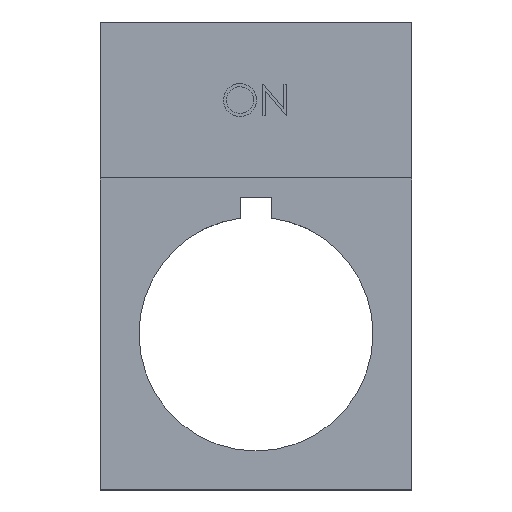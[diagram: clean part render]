
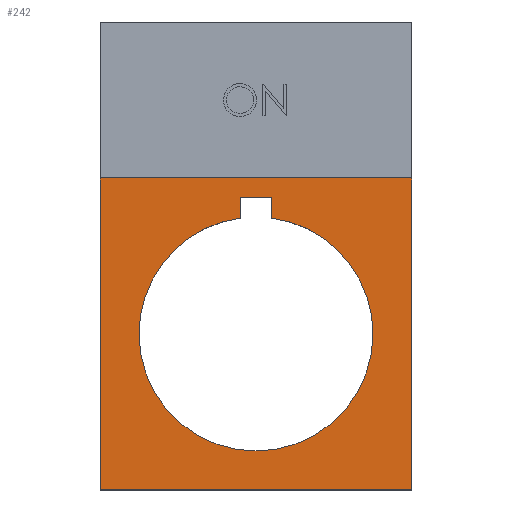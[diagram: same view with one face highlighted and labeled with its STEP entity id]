
A CAD part, top view. The second image highlights one B-rep face of the part: STEP entity #242.
In plain terms, the highlighted planar face has unit normal (0, 0, 1).
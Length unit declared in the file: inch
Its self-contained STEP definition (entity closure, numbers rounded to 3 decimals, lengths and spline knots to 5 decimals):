
#118 = VECTOR ( 'NONE', #1757, 39.37008 ) ;
#141 = LINE ( 'NONE', #195, #752 ) ;
#169 = EDGE_LOOP ( 'NONE', ( #1804, #833, #1238, #548, #1070, #731 ) ) ;
#195 = CARTESIAN_POINT ( 'NONE',  ( 0.59055, -0.59055, 0.01969 ) ) ;
#239 = CARTESIAN_POINT ( 'NONE',  ( 0.59055, -0.59055, 0.01969 ) ) ;
#242 = ADVANCED_FACE ( 'NONE', ( #1177, #541 ), #1131, .T. ) ;
#257 = LINE ( 'NONE', #1602, #118 ) ;
#263 = CARTESIAN_POINT ( 'NONE',  ( 0., 0., 0.01969 ) ) ;
#272 = ORIENTED_EDGE ( 'NONE', *, *, #840, .F. ) ;
#283 = LINE ( 'NONE', #297, #1541 ) ;
#288 = VERTEX_POINT ( 'NONE', #1342 ) ;
#297 = CARTESIAN_POINT ( 'NONE',  ( 0.05906, 0.43896, 0.01969 ) ) ;
#305 = CARTESIAN_POINT ( 'NONE',  ( -0.05906, 0.5177, 0.01969 ) ) ;
#321 = EDGE_CURVE ( 'NONE', #1812, #693, #416, .T. ) ;
#384 = ORIENTED_EDGE ( 'NONE', *, *, #1638, .T. ) ;
#416 = LINE ( 'NONE', #1320, #1261 ) ;
#423 = DIRECTION ( 'NONE',  ( 1., 0., 0. ) ) ;
#443 = VERTEX_POINT ( 'NONE', #645 ) ;
#468 = DIRECTION ( 'NONE',  ( 0., 0., -1. ) ) ;
#480 = CARTESIAN_POINT ( 'NONE',  ( 0., 0., 0.01969 ) ) ;
#496 = CARTESIAN_POINT ( 'NONE',  ( -0.59055, -0.59055, 0.01969 ) ) ;
#504 = DIRECTION ( 'NONE',  ( 0., 0., 1. ) ) ;
#513 = DIRECTION ( 'NONE',  ( 0., 1., 0. ) ) ;
#515 = VECTOR ( 'NONE', #803, 39.37008 ) ;
#518 = EDGE_CURVE ( 'NONE', #1520, #1754, #1083, .T. ) ;
#538 = CARTESIAN_POINT ( 'NONE',  ( -0.44291, 0., 0.01969 ) ) ;
#541 = FACE_OUTER_BOUND ( 'NONE', #1789, .T. ) ;
#548 = ORIENTED_EDGE ( 'NONE', *, *, #518, .T. ) ;
#576 = CARTESIAN_POINT ( 'NONE',  ( 0.05906, 0.5177, 0.01969 ) ) ;
#632 = CARTESIAN_POINT ( 'NONE',  ( 0.19685, 0.59055, 0.01969 ) ) ;
#645 = CARTESIAN_POINT ( 'NONE',  ( 0.05906, 0.43896, 0.01969 ) ) ;
#659 = EDGE_CURVE ( 'NONE', #960, #443, #283, .T. ) ;
#665 = AXIS2_PLACEMENT_3D ( 'NONE', #263, #1897, #917 ) ;
#667 = VERTEX_POINT ( 'NONE', #970 ) ;
#693 = VERTEX_POINT ( 'NONE', #305 ) ;
#731 = ORIENTED_EDGE ( 'NONE', *, *, #321, .T. ) ;
#752 = VECTOR ( 'NONE', #1489, 39.37008 ) ;
#801 = DIRECTION ( 'NONE',  ( 0., -1., 0. ) ) ;
#803 = DIRECTION ( 'NONE',  ( -1., 0., 0. ) ) ;
#826 = DIRECTION ( 'NONE',  ( 1., 0., 0. ) ) ;
#833 = ORIENTED_EDGE ( 'NONE', *, *, #659, .T. ) ;
#840 = EDGE_CURVE ( 'NONE', #288, #962, #141, .T. ) ;
#842 = DIRECTION ( 'NONE',  ( 1., 0., 0. ) ) ;
#872 = CIRCLE ( 'NONE', #665, 0.44291 ) ;
#917 = DIRECTION ( 'NONE',  ( 1., 0., 0. ) ) ;
#956 = CARTESIAN_POINT ( 'NONE',  ( 0., 0., 0.01969 ) ) ;
#960 = VERTEX_POINT ( 'NONE', #576 ) ;
#962 = VERTEX_POINT ( 'NONE', #239 ) ;
#970 = CARTESIAN_POINT ( 'NONE',  ( -0.59055, -0.59055, 0.01969 ) ) ;
#972 = DIRECTION ( 'NONE',  ( 0., 0., -1. ) ) ;
#1066 = CARTESIAN_POINT ( 'NONE',  ( 0.05906, 0.5177, 0.01969 ) ) ;
#1070 = ORIENTED_EDGE ( 'NONE', *, *, #1858, .T. ) ;
#1083 = CIRCLE ( 'NONE', #1664, 0.44291 ) ;
#1131 = PLANE ( 'NONE',  #1599 ) ;
#1157 = EDGE_CURVE ( 'NONE', #443, #1520, #1641, .T. ) ;
#1177 = FACE_BOUND ( 'NONE', #169, .T. ) ;
#1212 = EDGE_CURVE ( 'NONE', #962, #667, #1410, .T. ) ;
#1218 = DIRECTION ( 'NONE',  ( 1., 0., 0. ) ) ;
#1238 = ORIENTED_EDGE ( 'NONE', *, *, #1157, .T. ) ;
#1261 = VECTOR ( 'NONE', #513, 39.37008 ) ;
#1320 = CARTESIAN_POINT ( 'NONE',  ( -0.05906, 0.5177, 0.01969 ) ) ;
#1342 = CARTESIAN_POINT ( 'NONE',  ( 0.59055, 0.59055, 0.01969 ) ) ;
#1391 = ORIENTED_EDGE ( 'NONE', *, *, #1568, .F. ) ;
#1397 = AXIS2_PLACEMENT_3D ( 'NONE', #956, #972, #826 ) ;
#1410 = LINE ( 'NONE', #496, #515 ) ;
#1420 = CARTESIAN_POINT ( 'NONE',  ( -0.19685, 0.59055, 0.01969 ) ) ;
#1432 = CARTESIAN_POINT ( 'NONE',  ( 0.59055, 0.59055, 0.01969 ) ) ;
#1463 = VECTOR ( 'NONE', #1218, 39.37008 ) ;
#1489 = DIRECTION ( 'NONE',  ( 0., -1., 0. ) ) ;
#1508 = EDGE_CURVE ( 'NONE', #693, #960, #1955, .T. ) ;
#1520 = VERTEX_POINT ( 'NONE', #1567 ) ;
#1541 = VECTOR ( 'NONE', #801, 39.37008 ) ;
#1567 = CARTESIAN_POINT ( 'NONE',  ( 0.44291, 0., 0.01969 ) ) ;
#1568 = EDGE_CURVE ( 'NONE', #667, #2012, #257, .T. ) ;
#1599 = AXIS2_PLACEMENT_3D ( 'NONE', #1974, #504, #842 ) ;
#1602 = CARTESIAN_POINT ( 'NONE',  ( -0.59055, 1.1811, 0.01969 ) ) ;
#1638 = EDGE_CURVE ( 'NONE', #288, #2012, #1654, .T. ) ;
#1641 = CIRCLE ( 'NONE', #1397, 0.44291 ) ;
#1654 = B_SPLINE_CURVE_WITH_KNOTS ( 'NONE', 3,
 ( #1432, #632, #1420, #2078 ),
 .UNSPECIFIED., .F., .F.,
 ( 4, 4 ),
 ( 0., 1. ),
 .UNSPECIFIED. ) ;
#1664 = AXIS2_PLACEMENT_3D ( 'NONE', #480, #468, #423 ) ;
#1722 = CARTESIAN_POINT ( 'NONE',  ( -0.59055, 0.59055, 0.01969 ) ) ;
#1729 = ORIENTED_EDGE ( 'NONE', *, *, #1212, .F. ) ;
#1754 = VERTEX_POINT ( 'NONE', #538 ) ;
#1757 = DIRECTION ( 'NONE',  ( 0., 1., 0. ) ) ;
#1789 = EDGE_LOOP ( 'NONE', ( #1729, #272, #384, #1391 ) ) ;
#1804 = ORIENTED_EDGE ( 'NONE', *, *, #1508, .T. ) ;
#1812 = VERTEX_POINT ( 'NONE', #2023 ) ;
#1858 = EDGE_CURVE ( 'NONE', #1754, #1812, #872, .T. ) ;
#1897 = DIRECTION ( 'NONE',  ( 0., 0., -1. ) ) ;
#1955 = LINE ( 'NONE', #1066, #1463 ) ;
#1974 = CARTESIAN_POINT ( 'NONE',  ( 0., 0.29528, 0.01969 ) ) ;
#2012 = VERTEX_POINT ( 'NONE', #1722 ) ;
#2023 = CARTESIAN_POINT ( 'NONE',  ( -0.05906, 0.43896, 0.01969 ) ) ;
#2078 = CARTESIAN_POINT ( 'NONE',  ( -0.59055, 0.59055, 0.01969 ) ) ;
